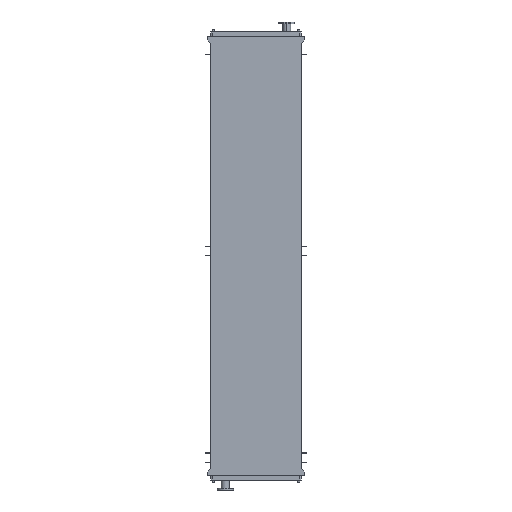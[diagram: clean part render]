
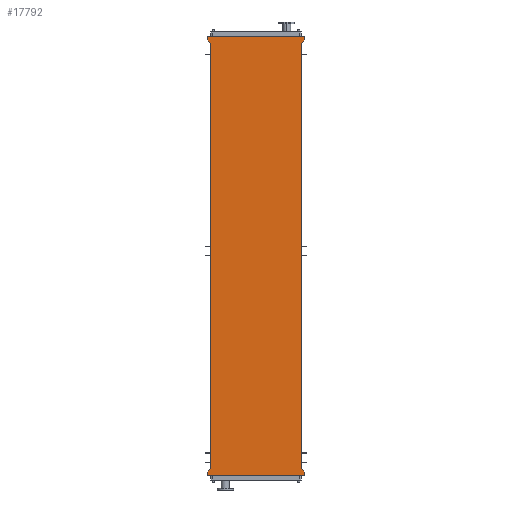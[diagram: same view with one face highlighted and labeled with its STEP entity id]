
A CAD part, front view. The second image highlights one B-rep face of the part: STEP entity #17792.
In plain terms, the highlighted planar face has unit normal (0, -1, 0).
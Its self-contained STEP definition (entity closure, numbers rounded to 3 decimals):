
#183 = CARTESIAN_POINT ( 'NONE',  ( -605., 0., -5650. ) ) ;
#312 = ORIENTED_EDGE ( 'NONE', *, *, #12865, .F. ) ;
#434 = ORIENTED_EDGE ( 'NONE', *, *, #9095, .F. ) ;
#490 = VERTEX_POINT ( 'NONE', #4246 ) ;
#588 = LINE ( 'NONE', #18874, #13921 ) ;
#1139 = DIRECTION ( 'NONE',  ( -0.655, 0., 0.755 ) ) ;
#1608 = VECTOR ( 'NONE', #7474, 1000. ) ;
#1744 = CARTESIAN_POINT ( 'NONE',  ( 605., 0., -5650. ) ) ;
#1768 = EDGE_CURVE ( 'NONE', #1908, #5378, #3699, .T. ) ;
#1908 = VERTEX_POINT ( 'NONE', #8813 ) ;
#2095 = CARTESIAN_POINT ( 'NONE',  ( -651., 0., -5703. ) ) ;
#2105 = VERTEX_POINT ( 'NONE', #2095 ) ;
#2378 = EDGE_CURVE ( 'NONE', #9270, #8787, #6710, .T. ) ;
#2666 = CARTESIAN_POINT ( 'NONE',  ( 651., 0., 95. ) ) ;
#2670 = VERTEX_POINT ( 'NONE', #22449 ) ;
#2703 = VECTOR ( 'NONE', #21111, 1000. ) ;
#2815 = DIRECTION ( 'NONE',  ( -0.655, 0., -0.755 ) ) ;
#2873 = EDGE_CURVE ( 'NONE', #11678, #10197, #13001, .T. ) ;
#3141 = DIRECTION ( 'NONE',  ( 0., 0., -1. ) ) ;
#3322 = EDGE_LOOP ( 'NONE', ( #23682, #9499, #18190, #4106, #8961, #7757, #18051, #434, #312, #16944, #4505, #18864 ) ) ;
#3699 = LINE ( 'NONE', #183, #1608 ) ;
#3958 = VECTOR ( 'NONE', #2815, 1000. ) ;
#3965 = DIRECTION ( 'NONE',  ( 0.655, 0., -0.755 ) ) ;
#4106 = ORIENTED_EDGE ( 'NONE', *, *, #13061, .F. ) ;
#4246 = CARTESIAN_POINT ( 'NONE',  ( -651., 0., -5745. ) ) ;
#4355 = DIRECTION ( 'NONE',  ( 0., 0., -1. ) ) ;
#4505 = ORIENTED_EDGE ( 'NONE', *, *, #17702, .F. ) ;
#4510 = LINE ( 'NONE', #11957, #2703 ) ;
#4667 = LINE ( 'NONE', #12117, #15257 ) ;
#4835 = DIRECTION ( 'NONE',  ( 0., -1., 0. ) ) ;
#4891 = EDGE_CURVE ( 'NONE', #14938, #490, #4667, .T. ) ;
#5342 = EDGE_CURVE ( 'NONE', #12330, #2670, #7354, .T. ) ;
#5378 = VERTEX_POINT ( 'NONE', #14339 ) ;
#5825 = DIRECTION ( 'NONE',  ( 0., 0., 1. ) ) ;
#6106 = AXIS2_PLACEMENT_3D ( 'NONE', #10452, #4835, #4355 ) ;
#6313 = CARTESIAN_POINT ( 'NONE',  ( -651., 0., -5703. ) ) ;
#6655 = FACE_OUTER_BOUND ( 'NONE', #3322, .T. ) ;
#6671 = LINE ( 'NONE', #23649, #19154 ) ;
#6710 = LINE ( 'NONE', #16105, #3958 ) ;
#6989 = DIRECTION ( 'NONE',  ( 0., 0., 1. ) ) ;
#7241 = DIRECTION ( 'NONE',  ( 0., 0., 1. ) ) ;
#7354 = LINE ( 'NONE', #19832, #20756 ) ;
#7474 = DIRECTION ( 'NONE',  ( 0., 0., 1. ) ) ;
#7757 = ORIENTED_EDGE ( 'NONE', *, *, #14734, .F. ) ;
#7923 = CARTESIAN_POINT ( 'NONE',  ( 651., 0., -5703. ) ) ;
#8787 = VERTEX_POINT ( 'NONE', #19664 ) ;
#8813 = CARTESIAN_POINT ( 'NONE',  ( -605., 0., -5650. ) ) ;
#8961 = ORIENTED_EDGE ( 'NONE', *, *, #5342, .F. ) ;
#9041 = CARTESIAN_POINT ( 'NONE',  ( 651., 0., -5745. ) ) ;
#9095 = EDGE_CURVE ( 'NONE', #2105, #1908, #4510, .T. ) ;
#9270 = VERTEX_POINT ( 'NONE', #20225 ) ;
#9499 = ORIENTED_EDGE ( 'NONE', *, *, #2378, .F. ) ;
#9599 = DIRECTION ( 'NONE',  ( 0., 0., -1. ) ) ;
#10197 = VERTEX_POINT ( 'NONE', #7923 ) ;
#10221 = DIRECTION ( 'NONE',  ( 1., 0., 0. ) ) ;
#10342 = CARTESIAN_POINT ( 'NONE',  ( 651., 0., 95. ) ) ;
#10452 = CARTESIAN_POINT ( 'NONE',  ( -605., 0., -5650. ) ) ;
#10523 = LINE ( 'NONE', #11885, #20822 ) ;
#10635 = VECTOR ( 'NONE', #5825, 1000. ) ;
#10799 = VERTEX_POINT ( 'NONE', #10342 ) ;
#11678 = VERTEX_POINT ( 'NONE', #17923 ) ;
#11885 = CARTESIAN_POINT ( 'NONE',  ( -605., 0., 0. ) ) ;
#11957 = CARTESIAN_POINT ( 'NONE',  ( -605., 0., -5650. ) ) ;
#12117 = CARTESIAN_POINT ( 'NONE',  ( -651., 0., -5745. ) ) ;
#12330 = VERTEX_POINT ( 'NONE', #17511 ) ;
#12865 = EDGE_CURVE ( 'NONE', #490, #2105, #17423, .T. ) ;
#13001 = LINE ( 'NONE', #20565, #22289 ) ;
#13061 = EDGE_CURVE ( 'NONE', #2670, #10799, #6671, .T. ) ;
#13087 = EDGE_CURVE ( 'NONE', #10799, #9270, #15709, .T. ) ;
#13921 = VECTOR ( 'NONE', #9599, 1000. ) ;
#14339 = CARTESIAN_POINT ( 'NONE',  ( -605., 0., 0. ) ) ;
#14483 = VECTOR ( 'NONE', #3141, 1000. ) ;
#14734 = EDGE_CURVE ( 'NONE', #5378, #12330, #10523, .T. ) ;
#14938 = VERTEX_POINT ( 'NONE', #9041 ) ;
#15002 = VECTOR ( 'NONE', #6989, 1000. ) ;
#15257 = VECTOR ( 'NONE', #19316, 1000. ) ;
#15709 = LINE ( 'NONE', #2666, #14483 ) ;
#16105 = CARTESIAN_POINT ( 'NONE',  ( 651., 0., 53. ) ) ;
#16376 = LINE ( 'NONE', #1744, #15002 ) ;
#16944 = ORIENTED_EDGE ( 'NONE', *, *, #4891, .F. ) ;
#17423 = LINE ( 'NONE', #6313, #10635 ) ;
#17511 = CARTESIAN_POINT ( 'NONE',  ( -651., 0., 53. ) ) ;
#17702 = EDGE_CURVE ( 'NONE', #10197, #14938, #588, .T. ) ;
#17792 = ADVANCED_FACE ( 'NONE', ( #6655 ), #23034, .T. ) ;
#17923 = CARTESIAN_POINT ( 'NONE',  ( 605., 0., -5650. ) ) ;
#18051 = ORIENTED_EDGE ( 'NONE', *, *, #1768, .F. ) ;
#18190 = ORIENTED_EDGE ( 'NONE', *, *, #13087, .F. ) ;
#18864 = ORIENTED_EDGE ( 'NONE', *, *, #2873, .F. ) ;
#18874 = CARTESIAN_POINT ( 'NONE',  ( 651., 0., -5745. ) ) ;
#19154 = VECTOR ( 'NONE', #10221, 1000. ) ;
#19316 = DIRECTION ( 'NONE',  ( -1., 0., 0. ) ) ;
#19664 = CARTESIAN_POINT ( 'NONE',  ( 605., 0., 0. ) ) ;
#19832 = CARTESIAN_POINT ( 'NONE',  ( -651., 0., 53. ) ) ;
#20225 = CARTESIAN_POINT ( 'NONE',  ( 651., 0., 53. ) ) ;
#20565 = CARTESIAN_POINT ( 'NONE',  ( 651., 0., -5703. ) ) ;
#20756 = VECTOR ( 'NONE', #7241, 1000. ) ;
#20822 = VECTOR ( 'NONE', #1139, 1000. ) ;
#21111 = DIRECTION ( 'NONE',  ( 0.655, 0., 0.755 ) ) ;
#21772 = EDGE_CURVE ( 'NONE', #11678, #8787, #16376, .T. ) ;
#22289 = VECTOR ( 'NONE', #3965, 1000. ) ;
#22449 = CARTESIAN_POINT ( 'NONE',  ( -651., 0., 95. ) ) ;
#23034 = PLANE ( 'NONE',  #6106 ) ;
#23649 = CARTESIAN_POINT ( 'NONE',  ( -651., 0., 95. ) ) ;
#23682 = ORIENTED_EDGE ( 'NONE', *, *, #21772, .T. ) ;
